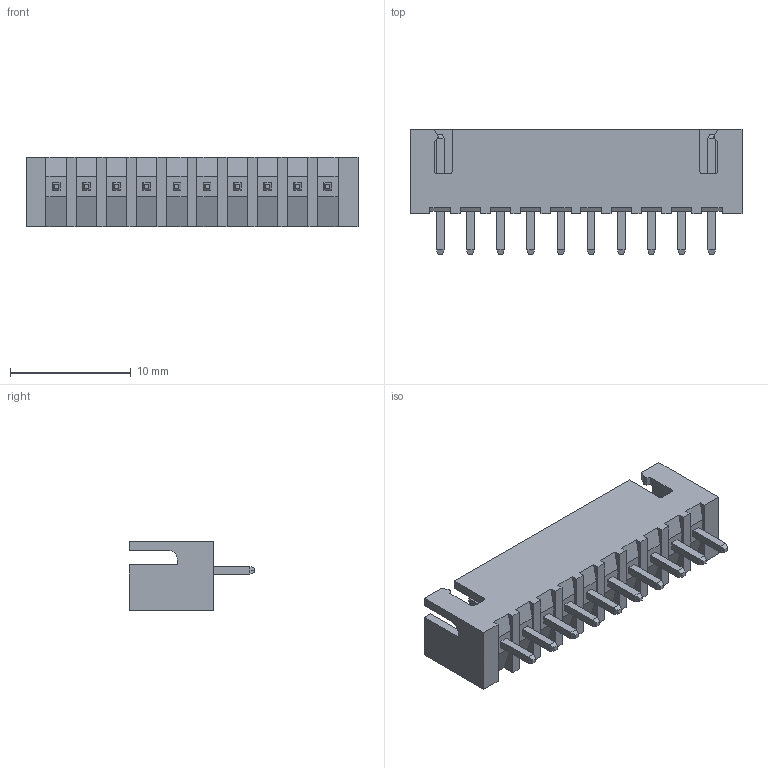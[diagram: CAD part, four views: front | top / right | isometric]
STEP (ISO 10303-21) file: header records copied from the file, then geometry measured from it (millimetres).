
FILE_DESCRIPTION (( 'STEP AP203' ), '1' );
FILE_NAME ('14K-510-415-AA1.STEP', '2024-02-23T16:35:17', ( '' ), ( '' ), 'SwSTEP 2.0', 'SolidWorks 2023', '' );
FILE_SCHEMA (( 'CONFIG_CONTROL_DESIGN' ));
Length unit declared in the file: millimetre
Products named in the file (3): 14K Series Pin_15; 14K-510-415-AA1; 14K Series Pin Header Insulator_510
Assembly tree (11 placements, depth 2):
  14K-510-415-AA1
    14K Series Pin Header Insulator_510
    14K Series Pin_15  x10
Bounding box: 27.5 x 10.4 x 5.75 mm (x, y, z)
Volume: 512.3 mm3; surface area: 1396.8 mm2
Topology: 11 solids, 11 shells, 300 faces, 754 edges, 476 vertices
Faces by surface type: plane 291, cylinder 9
Entity records: 5639 total; most frequent: CARTESIAN_POINT 914, ORIENTED_EDGE 896, DIRECTION 806, EDGE_CURVE 448, VECTOR 430, LINE 430, VERTEX_POINT 296, AXIS2_PLACEMENT_3D 188
